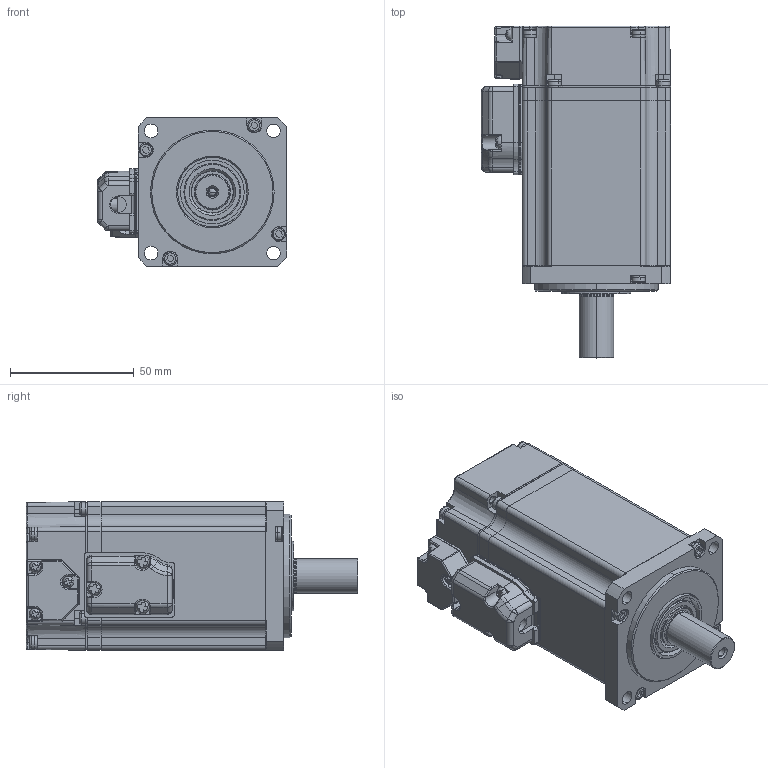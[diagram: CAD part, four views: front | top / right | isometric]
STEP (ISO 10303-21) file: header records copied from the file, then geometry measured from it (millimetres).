
FILE_DESCRIPTION (( 'STEP AP203' ), '1' );
FILE_NAME ('EM1-400W-O.STEP', '2019-12-05T07:45:36', ( '' ), ( '' ), 'SwSTEP 2.0', 'SolidWorks 2015', '' );
FILE_SCHEMA (( 'CONFIG_CONTROL_DESIGN' ));
Length unit declared in the file: millimetre
Products named in the file (1): EM1-400W-O
Bounding box: 76.55 x 134.2 x 60.1 mm (x, y, z)
Surface area: 46065.4 mm2 (no closed solid volume)
Topology: 0 solids, 35 shells, 714 faces, 2300 edges, 1573 vertices
Faces by surface type: plane 310, cylinder 220, torus 70, cone 68, sphere 29, bspline 17
Entity records: 26754 total; most frequent: CARTESIAN_POINT 6509, DIRECTION 4445, ORIENTED_EDGE 3802, EDGE_CURVE 2263, AXIS2_PLACEMENT_3D 1629, VERTEX_POINT 1561, LINE 1187, VECTOR 1187
